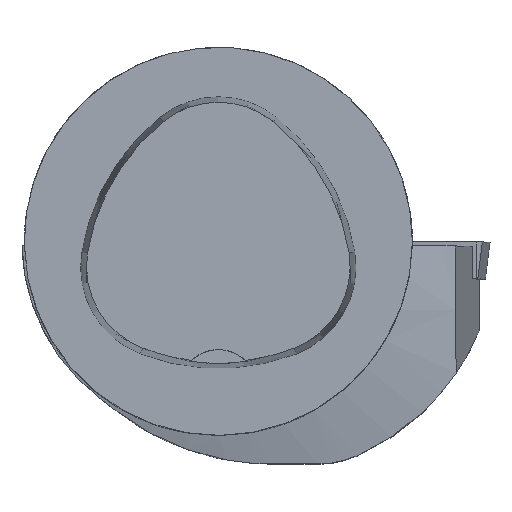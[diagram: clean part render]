
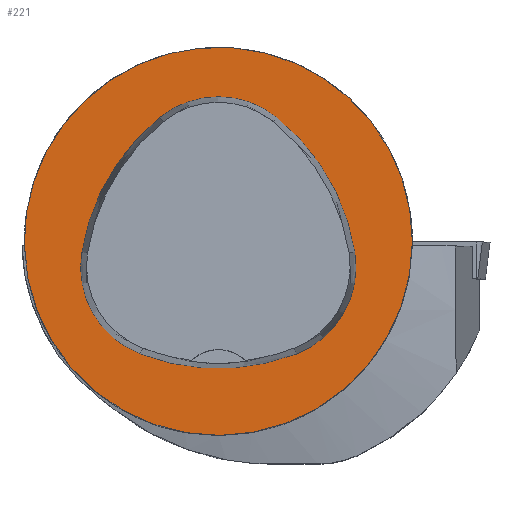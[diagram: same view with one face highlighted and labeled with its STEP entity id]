
A CAD part, top view. The second image highlights one B-rep face of the part: STEP entity #221.
In plain terms, the highlighted planar face has unit normal (0, 0, 1).
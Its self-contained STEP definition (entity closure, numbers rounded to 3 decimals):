
#221=ADVANCED_FACE('',(#433,#434),#265,.T.);
#265=PLANE('',#1248);
#433=FACE_BOUND('',#491,.T.);
#434=FACE_BOUND('',#492,.T.);
#491=EDGE_LOOP('',(#706,#707,#708,#709,#710,#711));
#492=EDGE_LOOP('',(#712));
#706=ORIENTED_EDGE('',*,*,#1017,.F.);
#707=ORIENTED_EDGE('',*,*,#1012,.F.);
#708=ORIENTED_EDGE('',*,*,#1007,.F.);
#709=ORIENTED_EDGE('',*,*,#1004,.F.);
#710=ORIENTED_EDGE('',*,*,#1001,.F.);
#711=ORIENTED_EDGE('',*,*,#997,.F.);
#712=ORIENTED_EDGE('',*,*,#987,.T.);
#871=VERTEX_POINT('',#1916);
#880=VERTEX_POINT('',#1936);
#881=VERTEX_POINT('',#1937);
#884=VERTEX_POINT('',#1945);
#886=VERTEX_POINT('',#1951);
#888=VERTEX_POINT('',#1957);
#892=VERTEX_POINT('',#1970);
#987=EDGE_CURVE('',#871,#871,#1061,.T.);
#997=EDGE_CURVE('',#880,#881,#1062,.T.);
#1001=EDGE_CURVE('',#881,#884,#1064,.T.);
#1004=EDGE_CURVE('',#884,#886,#1066,.T.);
#1007=EDGE_CURVE('',#886,#888,#1068,.T.);
#1012=EDGE_CURVE('',#888,#892,#1071,.T.);
#1017=EDGE_CURVE('',#892,#880,#1074,.T.);
#1061=CIRCLE('',#1219,25.);
#1062=CIRCLE('',#1226,28.);
#1064=CIRCLE('',#1229,12.);
#1066=CIRCLE('',#1232,28.);
#1068=CIRCLE('',#1235,12.);
#1071=CIRCLE('',#1239,28.);
#1074=CIRCLE('',#1243,12.);
#1219=AXIS2_PLACEMENT_3D('',#1915,#1444,#1445);
#1226=AXIS2_PLACEMENT_3D('',#1935,#1462,#1463);
#1229=AXIS2_PLACEMENT_3D('',#1944,#1470,#1471);
#1232=AXIS2_PLACEMENT_3D('',#1950,#1477,#1478);
#1235=AXIS2_PLACEMENT_3D('',#1956,#1484,#1485);
#1239=AXIS2_PLACEMENT_3D('',#1969,#1493,#1494);
#1243=AXIS2_PLACEMENT_3D('',#1982,#1502,#1503);
#1248=AXIS2_PLACEMENT_3D('',#1987,#1512,#1513);
#1444=DIRECTION('',(0.,0.,1.));
#1445=DIRECTION('',(1.,0.,0.));
#1462=DIRECTION('',(0.,0.,1.));
#1463=DIRECTION('',(1.,0.,0.));
#1470=DIRECTION('',(0.,0.,1.));
#1471=DIRECTION('',(1.,0.,0.));
#1477=DIRECTION('',(0.,0.,1.));
#1478=DIRECTION('',(1.,0.,0.));
#1484=DIRECTION('',(0.,0.,1.));
#1485=DIRECTION('',(1.,0.,0.));
#1493=DIRECTION('',(0.,0.,1.));
#1494=DIRECTION('',(1.,0.,0.));
#1502=DIRECTION('',(0.,0.,1.));
#1503=DIRECTION('',(1.,0.,0.));
#1512=DIRECTION('',(0.,0.,1.));
#1513=DIRECTION('',(-1.,0.,0.));
#1915=CARTESIAN_POINT('',(0.,0.,0.));
#1916=CARTESIAN_POINT('',(25.,0.,0.));
#1935=CARTESIAN_POINT('',(-10.068,-5.824,0.));
#1936=CARTESIAN_POINT('',(17.584,-1.424,0.));
#1937=CARTESIAN_POINT('',(7.531,15.953,0.));
#1944=CARTESIAN_POINT('',(-0.011,6.62,0.));
#1945=CARTESIAN_POINT('',(-7.567,15.942,0.));
#1950=CARTESIAN_POINT('',(10.063,-5.81,0.));
#1951=CARTESIAN_POINT('',(-17.59,-1.418,0.));
#1956=CARTESIAN_POINT('',(-5.739,-3.3,0.));
#1957=CARTESIAN_POINT('',(-10.05,-14.499,0.));
#1969=CARTESIAN_POINT('',(0.01,11.631,0.));
#1970=CARTESIAN_POINT('',(10.025,-14.516,0.));
#1982=CARTESIAN_POINT('',(5.733,-3.31,0.));
#1987=CARTESIAN_POINT('',(0.,0.,0.));
